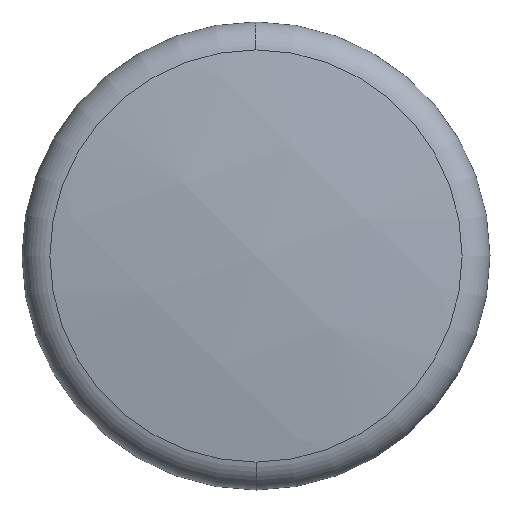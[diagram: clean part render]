
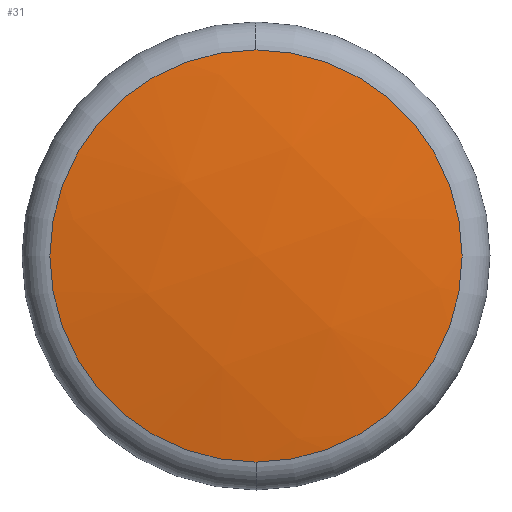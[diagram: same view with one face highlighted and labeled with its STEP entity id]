
A CAD part, left-side view. The second image highlights one B-rep face of the part: STEP entity #31.
In plain terms, the highlighted spherical face has radius 74.5 mm.
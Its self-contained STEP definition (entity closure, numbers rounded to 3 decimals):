
#31=ADVANCED_FACE('NONE',(#58),#59,.T.);
#58=FACE_OUTER_BOUND('',#78,.T.);
#59=SPHERICAL_SURFACE('',#79,74.5);
#78=EDGE_LOOP('',(#97,#98));
#79=AXIS2_PLACEMENT_3D('',#99,#100,#101);
#97=ORIENTED_EDGE('',*,*,#118,.F.);
#98=ORIENTED_EDGE('',*,*,#123,.F.);
#99=CARTESIAN_POINT('',(71.5,0.,0.));
#100=DIRECTION('',(-0.168,-0.687,0.707));
#101=DIRECTION('',(-0.564,0.655,0.503));
#118=EDGE_CURVE('NONE',#129,#130,#131,.T.);
#123=EDGE_CURVE('NONE',#130,#129,#138,.T.);
#129=VERTEX_POINT('NONE',#144);
#130=VERTEX_POINT('NONE',#145);
#131=CIRCLE('',#146,12.331);
#138=CIRCLE('',#153,12.331);
#144=CARTESIAN_POINT('',(-1.972,0.,-12.331));
#145=CARTESIAN_POINT('',(-1.972,0.,12.331));
#146=AXIS2_PLACEMENT_3D('',#158,#159,#160);
#153=AXIS2_PLACEMENT_3D('',#170,#171,#172);
#158=CARTESIAN_POINT('',(-1.972,0.,0.));
#159=DIRECTION('',(1.0,0.,0.));
#160=DIRECTION('',(0.,0.0,-1.0));
#170=CARTESIAN_POINT('',(-1.972,0.,0.));
#171=DIRECTION('',(1.0,0.,0.));
#172=DIRECTION('',(0.,0.0,-1.0));
